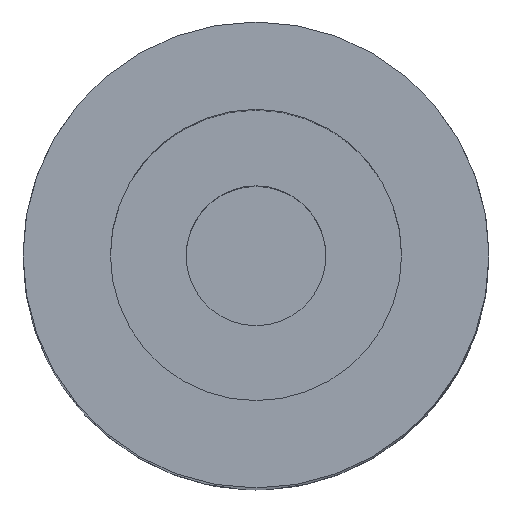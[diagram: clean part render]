
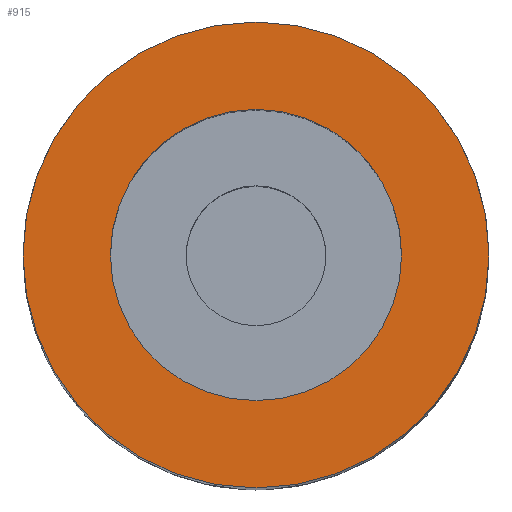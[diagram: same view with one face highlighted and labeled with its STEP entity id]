
A CAD part, top view. The second image highlights one B-rep face of the part: STEP entity #915.
In plain terms, the highlighted planar face has unit normal (0, 0, 1).
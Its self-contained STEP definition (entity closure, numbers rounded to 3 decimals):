
#30 = ORIENTED_EDGE ( 'NONE', *, *, #370, .T. ) ;
#63 = CARTESIAN_POINT ( 'NONE',  ( 20., 0., 100. ) ) ;
#72 = DIRECTION ( 'NONE',  ( 0., 0., -1. ) ) ;
#75 = DIRECTION ( 'NONE',  ( 1., 0., 0. ) ) ;
#93 = CIRCLE ( 'NONE', #384, 12.5 ) ;
#96 = ORIENTED_EDGE ( 'NONE', *, *, #603, .F. ) ;
#163 = DIRECTION ( 'NONE',  ( 1., 0., 0. ) ) ;
#166 = EDGE_LOOP ( 'NONE', ( #96, #424 ) ) ;
#235 = CIRCLE ( 'NONE', #900, 20. ) ;
#238 = CARTESIAN_POINT ( 'NONE',  ( 12.5, 0., 100. ) ) ;
#310 = CIRCLE ( 'NONE', #502, 12.5 ) ;
#341 = CARTESIAN_POINT ( 'NONE',  ( -20., 0., 100. ) ) ;
#347 = CARTESIAN_POINT ( 'NONE',  ( 20., 0., 100. ) ) ;
#370 = EDGE_CURVE ( 'NONE', #863, #656, #235, .T. ) ;
#384 = AXIS2_PLACEMENT_3D ( 'NONE', #836, #563, #636 ) ;
#389 = CARTESIAN_POINT ( 'NONE',  ( 0., 0., 100. ) ) ;
#424 = ORIENTED_EDGE ( 'NONE', *, *, #449, .F. ) ;
#439 = FACE_BOUND ( 'NONE', #166, .T. ) ;
#449 = EDGE_CURVE ( 'NONE', #672, #600, #93, .T. ) ;
#478 = EDGE_LOOP ( 'NONE', ( #30, #660 ) ) ;
#480 = CARTESIAN_POINT ( 'NONE',  ( -12.5, 0., 100. ) ) ;
#502 = AXIS2_PLACEMENT_3D ( 'NONE', #389, #810, #163 ) ;
#562 = DIRECTION ( 'NONE',  ( 0., 0., 1. ) ) ;
#563 = DIRECTION ( 'NONE',  ( 0., 0., 1. ) ) ;
#587 = DIRECTION ( 'NONE',  ( 0., 0., 1. ) ) ;
#600 = VERTEX_POINT ( 'NONE', #238 ) ;
#603 = EDGE_CURVE ( 'NONE', #600, #672, #310, .T. ) ;
#618 = CIRCLE ( 'NONE', #872, 20. ) ;
#636 = DIRECTION ( 'NONE',  ( 1., 0., 0. ) ) ;
#642 = FACE_OUTER_BOUND ( 'NONE', #478, .T. ) ;
#656 = VERTEX_POINT ( 'NONE', #341 ) ;
#660 = ORIENTED_EDGE ( 'NONE', *, *, #869, .T. ) ;
#672 = VERTEX_POINT ( 'NONE', #480 ) ;
#695 = CARTESIAN_POINT ( 'NONE',  ( 0., 0., 100. ) ) ;
#705 = PLANE ( 'NONE',  #884 ) ;
#783 = CARTESIAN_POINT ( 'NONE',  ( 0., 0., 100. ) ) ;
#810 = DIRECTION ( 'NONE',  ( 0., 0., 1. ) ) ;
#836 = CARTESIAN_POINT ( 'NONE',  ( 0., 0., 100. ) ) ;
#863 = VERTEX_POINT ( 'NONE', #63 ) ;
#869 = EDGE_CURVE ( 'NONE', #656, #863, #618, .T. ) ;
#872 = AXIS2_PLACEMENT_3D ( 'NONE', #695, #562, #921 ) ;
#884 = AXIS2_PLACEMENT_3D ( 'NONE', #347, #72, #926 ) ;
#900 = AXIS2_PLACEMENT_3D ( 'NONE', #783, #587, #75 ) ;
#915 = ADVANCED_FACE ( 'NONE', ( #439, #642 ), #705, .F. ) ;
#921 = DIRECTION ( 'NONE',  ( 1., 0., 0. ) ) ;
#926 = DIRECTION ( 'NONE',  ( -1., 0., 0. ) ) ;
